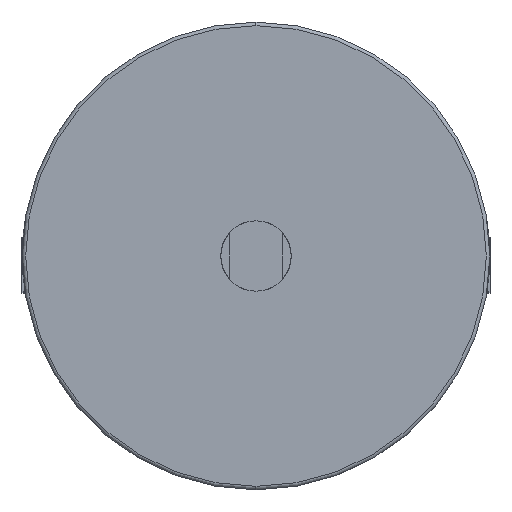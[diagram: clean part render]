
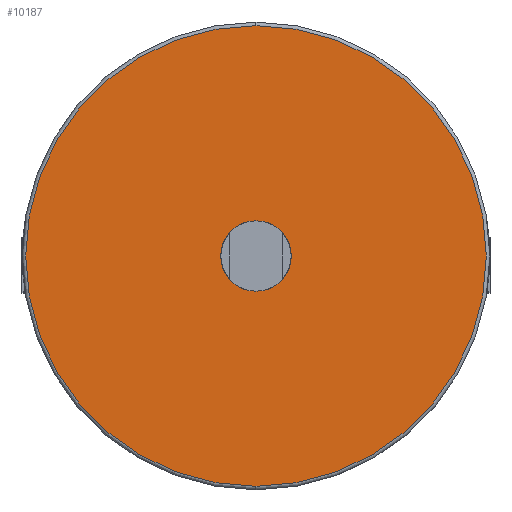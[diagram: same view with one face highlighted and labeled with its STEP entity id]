
A CAD part, left-side view. The second image highlights one B-rep face of the part: STEP entity #10187.
In plain terms, the highlighted planar face has unit normal (-1, 0, 0).
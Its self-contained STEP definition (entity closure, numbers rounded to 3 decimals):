
#465 = FACE_BOUND ( 'NONE', #8761, .T. ) ;
#678 = AXIS2_PLACEMENT_3D ( 'NONE', #9983, #2976, #11148 ) ;
#977 = ORIENTED_EDGE ( 'NONE', *, *, #3164, .F. ) ;
#1134 = DIRECTION ( 'NONE',  ( -1., 0., 0. ) ) ;
#1272 = EDGE_LOOP ( 'NONE', ( #4404, #9621 ) ) ;
#1484 = ORIENTED_EDGE ( 'NONE', *, *, #9570, .F. ) ;
#1561 = CARTESIAN_POINT ( 'NONE',  ( -375., 0., 0. ) ) ;
#2376 = DIRECTION ( 'NONE',  ( 0., 0., 1. ) ) ;
#2752 = DIRECTION ( 'NONE',  ( 0., 0., 1. ) ) ;
#2957 = EDGE_CURVE ( 'NONE', #11083, #7585, #13453, .T. ) ;
#2976 = DIRECTION ( 'NONE',  ( -1., 0., 0. ) ) ;
#3012 = CARTESIAN_POINT ( 'NONE',  ( -375., 0., 0. ) ) ;
#3164 = EDGE_CURVE ( 'NONE', #8912, #7434, #6581, .T. ) ;
#3866 = CARTESIAN_POINT ( 'NONE',  ( -375., 0., -65.5 ) ) ;
#4195 = DIRECTION ( 'NONE',  ( 0., 0., 1. ) ) ;
#4404 = ORIENTED_EDGE ( 'NONE', *, *, #13303, .T. ) ;
#5660 = AXIS2_PLACEMENT_3D ( 'NONE', #8136, #1134, #9345 ) ;
#5921 = CARTESIAN_POINT ( 'NONE',  ( -375., 0., 65.5 ) ) ;
#6356 = CIRCLE ( 'NONE', #5660, 65.5 ) ;
#6581 = CIRCLE ( 'NONE', #8888, 10. ) ;
#7312 = AXIS2_PLACEMENT_3D ( 'NONE', #1561, #9767, #2752 ) ;
#7434 = VERTEX_POINT ( 'NONE', #13659 ) ;
#7585 = VERTEX_POINT ( 'NONE', #5921 ) ;
#8136 = CARTESIAN_POINT ( 'NONE',  ( -375., 0., 0. ) ) ;
#8231 = AXIS2_PLACEMENT_3D ( 'NONE', #13949, #9390, #2376 ) ;
#8761 = EDGE_LOOP ( 'NONE', ( #977, #1484 ) ) ;
#8888 = AXIS2_PLACEMENT_3D ( 'NONE', #3012, #11187, #4195 ) ;
#8912 = VERTEX_POINT ( 'NONE', #11762 ) ;
#9345 = DIRECTION ( 'NONE',  ( 0., 0., 1. ) ) ;
#9390 = DIRECTION ( 'NONE',  ( -1., 0., 0. ) ) ;
#9472 = FACE_OUTER_BOUND ( 'NONE', #1272, .T. ) ;
#9570 = EDGE_CURVE ( 'NONE', #7434, #8912, #14884, .T. ) ;
#9621 = ORIENTED_EDGE ( 'NONE', *, *, #2957, .T. ) ;
#9767 = DIRECTION ( 'NONE',  ( -1., 0., 0. ) ) ;
#9983 = CARTESIAN_POINT ( 'NONE',  ( -375., 0., 0. ) ) ;
#10187 = ADVANCED_FACE ( 'NONE', ( #9472, #465 ), #12794, .T. ) ;
#11083 = VERTEX_POINT ( 'NONE', #3866 ) ;
#11148 = DIRECTION ( 'NONE',  ( 0., 0., 1. ) ) ;
#11187 = DIRECTION ( 'NONE',  ( -1., 0., 0. ) ) ;
#11762 = CARTESIAN_POINT ( 'NONE',  ( -375., 0., -10. ) ) ;
#12794 = PLANE ( 'NONE',  #8231 ) ;
#13303 = EDGE_CURVE ( 'NONE', #7585, #11083, #6356, .T. ) ;
#13453 = CIRCLE ( 'NONE', #7312, 65.5 ) ;
#13659 = CARTESIAN_POINT ( 'NONE',  ( -375., 0., 10. ) ) ;
#13949 = CARTESIAN_POINT ( 'NONE',  ( -375., 66.5, 0. ) ) ;
#14884 = CIRCLE ( 'NONE', #678, 10. ) ;
